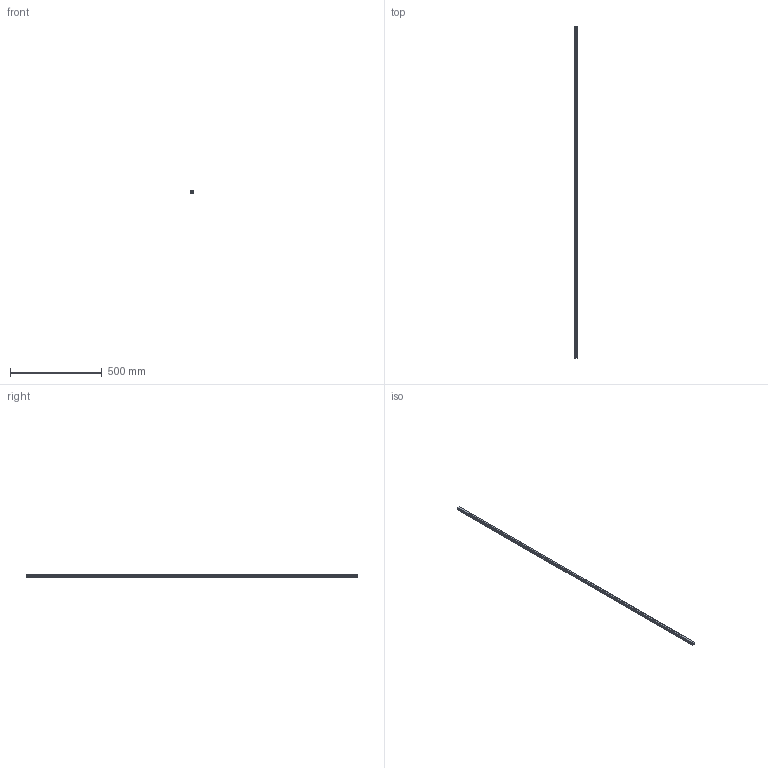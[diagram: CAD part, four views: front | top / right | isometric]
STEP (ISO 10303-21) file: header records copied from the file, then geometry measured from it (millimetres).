
FILE_DESCRIPTION(('STEP AP214'),'1');
FILE_NAME('cctmp_DD863BBC-3A97-4521-B8B2-DB05D539BB16_2021_01_19_14_42_09_0831..stp','2021-01-19T13:42:09',('HIWIN GmbH'),('CADClick - www.CADClick.com'),'Spatial InterOp 3D',' ','unknown authorization');
FILE_SCHEMA(('AUTOMOTIVE_DESIGN'));
Length unit declared in the file: millimetre
Products named in the file (1): HGR15T1810C_FILE
Bounding box: 15 x 1810 x 15 mm (x, y, z)
Volume: 339780.7 mm3; surface area: 114939.5 mm2
Topology: 1 solids, 1 shells, 235 faces, 627 edges, 368 vertices
Faces by surface type: plane 89, cylinder 86, cone 60
Entity records: 8737 total; most frequent: DIRECTION 1211, CARTESIAN_POINT 1171, ORIENTED_EDGE 1134, EDGE_CURVE 567, AXIS2_PLACEMENT_3D 408, LINE 395, VECTOR 395, VERTEX_POINT 368
